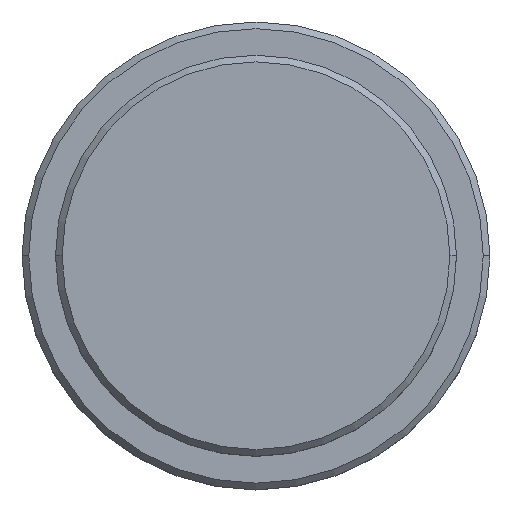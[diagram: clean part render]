
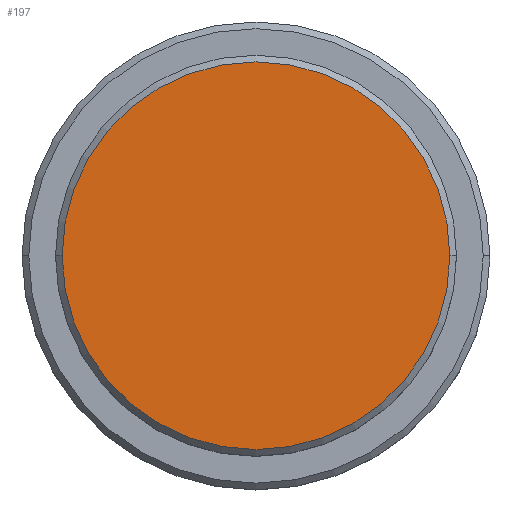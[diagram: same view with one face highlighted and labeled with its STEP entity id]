
A CAD part, top view. The second image highlights one B-rep face of the part: STEP entity #197.
In plain terms, the highlighted planar face has unit normal (0, 0, 1).
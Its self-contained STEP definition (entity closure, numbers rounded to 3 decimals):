
#110 = CIRCLE ( 'NONE', #583, 14.5 ) ;
#156 = DIRECTION ( 'NONE',  ( 1., 0., 0. ) ) ;
#197 = ADVANCED_FACE ( 'NONE', ( #516 ), #947, .T. ) ;
#232 = EDGE_CURVE ( 'NONE', #837, #620, #935, .T. ) ;
#254 = AXIS2_PLACEMENT_3D ( 'NONE', #715, #285, #395 ) ;
#282 = CARTESIAN_POINT ( 'NONE',  ( -14.5, 0., 0. ) ) ;
#285 = DIRECTION ( 'NONE',  ( 0., 0., 1. ) ) ;
#367 = AXIS2_PLACEMENT_3D ( 'NONE', #982, #761, #855 ) ;
#395 = DIRECTION ( 'NONE',  ( 1., 0., 0. ) ) ;
#402 = CARTESIAN_POINT ( 'NONE',  ( 14.5, 0., 0. ) ) ;
#516 = FACE_OUTER_BOUND ( 'NONE', #1013, .T. ) ;
#583 = AXIS2_PLACEMENT_3D ( 'NONE', #756, #803, #156 ) ;
#620 = VERTEX_POINT ( 'NONE', #282 ) ;
#715 = CARTESIAN_POINT ( 'NONE',  ( 0., 0., 0. ) ) ;
#756 = CARTESIAN_POINT ( 'NONE',  ( 0., 0., 0. ) ) ;
#761 = DIRECTION ( 'NONE',  ( 0., 0., 1. ) ) ;
#803 = DIRECTION ( 'NONE',  ( 0., 0., 1. ) ) ;
#834 = ORIENTED_EDGE ( 'NONE', *, *, #949, .T. ) ;
#837 = VERTEX_POINT ( 'NONE', #402 ) ;
#855 = DIRECTION ( 'NONE',  ( 1., 0., 0. ) ) ;
#935 = CIRCLE ( 'NONE', #367, 14.5 ) ;
#947 = PLANE ( 'NONE',  #254 ) ;
#949 = EDGE_CURVE ( 'NONE', #620, #837, #110, .T. ) ;
#982 = CARTESIAN_POINT ( 'NONE',  ( 0., 0., 0. ) ) ;
#989 = ORIENTED_EDGE ( 'NONE', *, *, #232, .T. ) ;
#1013 = EDGE_LOOP ( 'NONE', ( #834, #989 ) ) ;
